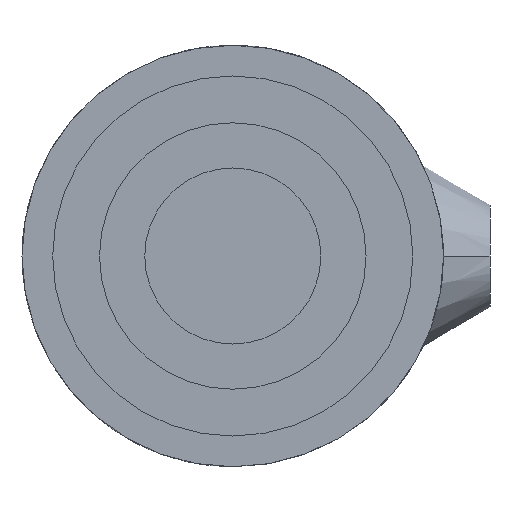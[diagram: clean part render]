
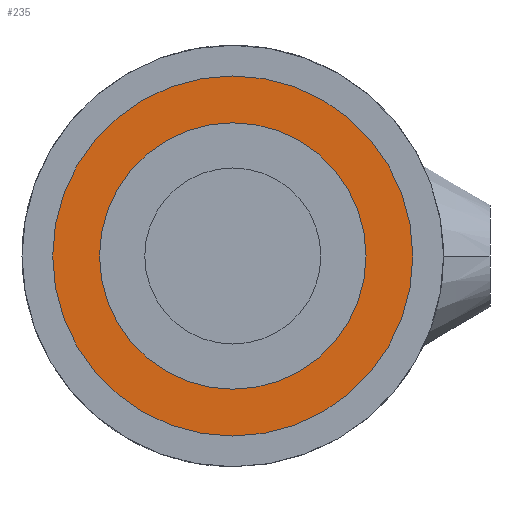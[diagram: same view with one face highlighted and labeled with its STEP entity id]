
A CAD part, left-side view. The second image highlights one B-rep face of the part: STEP entity #235.
In plain terms, the highlighted planar face has unit normal (-1, 0, 0).
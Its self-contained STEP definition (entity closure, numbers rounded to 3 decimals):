
#13 = CARTESIAN_POINT ( 'NONE',  ( -29., 0., 0. ) ) ;
#16 = ORIENTED_EDGE ( 'NONE', *, *, #493, .T. ) ;
#23 = CARTESIAN_POINT ( 'NONE',  ( -29., 0., 0. ) ) ;
#39 = DIRECTION ( 'NONE',  ( 0., -1., 0. ) ) ;
#92 = EDGE_LOOP ( 'NONE', ( #283, #534 ) ) ;
#93 = DIRECTION ( 'NONE',  ( 0., -1., 0. ) ) ;
#95 = AXIS2_PLACEMENT_3D ( 'NONE', #13, #137, #93 ) ;
#96 = FACE_BOUND ( 'NONE', #92, .T. ) ;
#103 = CARTESIAN_POINT ( 'NONE',  ( -29., -14.224, 0. ) ) ;
#112 = DIRECTION ( 'NONE',  ( -1., 0., 0. ) ) ;
#137 = DIRECTION ( 'NONE',  ( -1., 0., 0. ) ) ;
#145 = VERTEX_POINT ( 'NONE', #551 ) ;
#156 = DIRECTION ( 'NONE',  ( 0., -1., 0. ) ) ;
#162 = EDGE_LOOP ( 'NONE', ( #393, #16 ) ) ;
#177 = CIRCLE ( 'NONE', #280, 19.224 ) ;
#183 = CIRCLE ( 'NONE', #526, 19.224 ) ;
#195 = DIRECTION ( 'NONE',  ( 0., -1., 0. ) ) ;
#235 = ADVANCED_FACE ( 'NONE', ( #516, #96 ), #273, .T. ) ;
#246 = DIRECTION ( 'NONE',  ( -1., 0., 0. ) ) ;
#273 = PLANE ( 'NONE',  #95 ) ;
#280 = AXIS2_PLACEMENT_3D ( 'NONE', #477, #342, #156 ) ;
#283 = ORIENTED_EDGE ( 'NONE', *, *, #400, .F. ) ;
#316 = EDGE_CURVE ( 'NONE', #596, #145, #563, .T. ) ;
#340 = CARTESIAN_POINT ( 'NONE',  ( -29., 19.224, 0. ) ) ;
#342 = DIRECTION ( 'NONE',  ( -1., 0., 0. ) ) ;
#370 = VERTEX_POINT ( 'NONE', #340 ) ;
#393 = ORIENTED_EDGE ( 'NONE', *, *, #539, .T. ) ;
#400 = EDGE_CURVE ( 'NONE', #145, #596, #433, .T. ) ;
#414 = VERTEX_POINT ( 'NONE', #498 ) ;
#421 = AXIS2_PLACEMENT_3D ( 'NONE', #23, #112, #195 ) ;
#428 = DIRECTION ( 'NONE',  ( 0., -1., 0. ) ) ;
#433 = CIRCLE ( 'NONE', #421, 14.224 ) ;
#440 = DIRECTION ( 'NONE',  ( -1., 0., 0. ) ) ;
#449 = CARTESIAN_POINT ( 'NONE',  ( -29., 0., 0. ) ) ;
#477 = CARTESIAN_POINT ( 'NONE',  ( -29., 0., 0. ) ) ;
#493 = EDGE_CURVE ( 'NONE', #414, #370, #183, .T. ) ;
#498 = CARTESIAN_POINT ( 'NONE',  ( -29., -19.224, 0. ) ) ;
#516 = FACE_OUTER_BOUND ( 'NONE', #162, .T. ) ;
#526 = AXIS2_PLACEMENT_3D ( 'NONE', #449, #440, #39 ) ;
#533 = CARTESIAN_POINT ( 'NONE',  ( -29., 0., 0. ) ) ;
#534 = ORIENTED_EDGE ( 'NONE', *, *, #316, .F. ) ;
#539 = EDGE_CURVE ( 'NONE', #370, #414, #177, .T. ) ;
#551 = CARTESIAN_POINT ( 'NONE',  ( -29., 14.224, 0. ) ) ;
#563 = CIRCLE ( 'NONE', #584, 14.224 ) ;
#584 = AXIS2_PLACEMENT_3D ( 'NONE', #533, #246, #428 ) ;
#596 = VERTEX_POINT ( 'NONE', #103 ) ;
